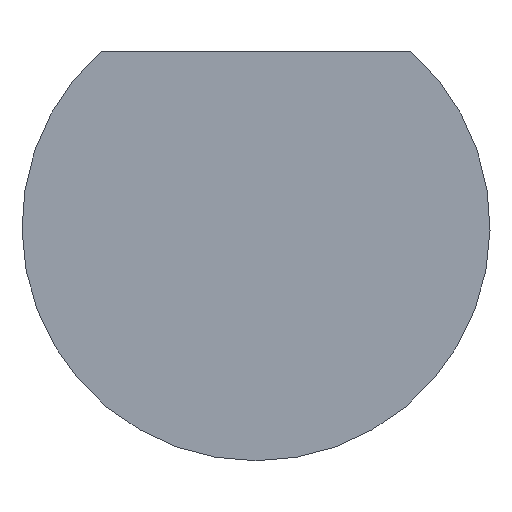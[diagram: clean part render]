
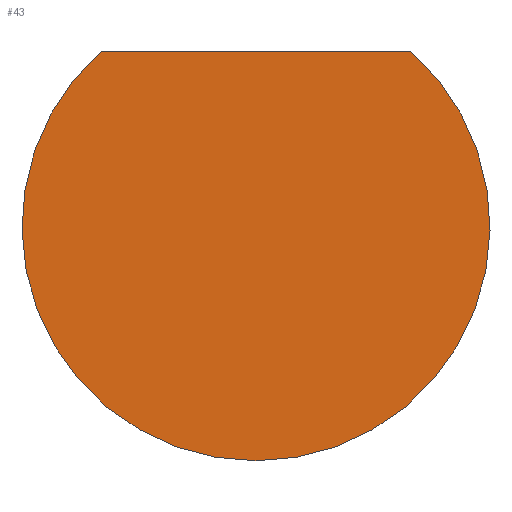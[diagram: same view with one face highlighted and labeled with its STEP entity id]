
A CAD part, front view. The second image highlights one B-rep face of the part: STEP entity #43.
In plain terms, the highlighted planar face has unit normal (0, -1, 0).
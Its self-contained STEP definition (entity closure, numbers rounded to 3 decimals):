
#41 = EDGE_LOOP ( 'NONE', ( #46, #47, #45 ) ) ;
#42 = EDGE_CURVE ( 'NONE', #53, #102, #121, .T. ) ;
#43 = ADVANCED_FACE ( 'NONE', ( #130 ), #123, .F. ) ;
#45 = ORIENTED_EDGE ( 'NONE', *, *, #42, .F. ) ;
#46 = ORIENTED_EDGE ( 'NONE', *, *, #52, .F. ) ;
#47 = ORIENTED_EDGE ( 'NONE', *, *, #93, .F. ) ;
#52 = EDGE_CURVE ( 'NONE', #90, #53, #175, .T. ) ;
#53 = VERTEX_POINT ( 'NONE', #176 ) ;
#90 = VERTEX_POINT ( 'NONE', #210 ) ;
#93 = EDGE_CURVE ( 'NONE', #102, #90, #198, .T. ) ;
#102 = VERTEX_POINT ( 'NONE', #237 ) ;
#111 = DIRECTION ( 'NONE',  ( 0., 0., 1. ) ) ;
#112 = DIRECTION ( 'NONE',  ( 0., 1., 0. ) ) ;
#113 = AXIS2_PLACEMENT_3D ( 'NONE', #122, #112, #111 ) ;
#116 = DIRECTION ( 'NONE',  ( 0., 0., 1. ) ) ;
#117 = DIRECTION ( 'NONE',  ( 0., 1., 0. ) ) ;
#118 = CARTESIAN_POINT ( 'NONE',  ( 0., 0., 0. ) ) ;
#119 = AXIS2_PLACEMENT_3D ( 'NONE', #118, #117, #116 ) ;
#121 = CIRCLE ( 'NONE', #119, 2. ) ;
#122 = CARTESIAN_POINT ( 'NONE',  ( 0., 0., 0. ) ) ;
#123 = PLANE ( 'NONE',  #113 ) ;
#130 = FACE_OUTER_BOUND ( 'NONE', #41, .T. ) ;
#166 = DIRECTION ( 'NONE',  ( 1., 0., 0. ) ) ;
#167 = VECTOR ( 'NONE', #166, 1000. ) ;
#174 = CARTESIAN_POINT ( 'NONE',  ( 1.323, 0., 1.5 ) ) ;
#175 = LINE ( 'NONE', #174, #167 ) ;
#176 = CARTESIAN_POINT ( 'NONE',  ( 1.323, 0., 1.5 ) ) ;
#198 = CIRCLE ( 'NONE', #212, 2. ) ;
#201 = CARTESIAN_POINT ( 'NONE',  ( 0., 0., 0. ) ) ;
#210 = CARTESIAN_POINT ( 'NONE',  ( -1.323, 0., 1.5 ) ) ;
#212 = AXIS2_PLACEMENT_3D ( 'NONE', #201, #252, #251 ) ;
#237 = CARTESIAN_POINT ( 'NONE',  ( 0., 0., -2. ) ) ;
#251 = DIRECTION ( 'NONE',  ( 0., 0., 1. ) ) ;
#252 = DIRECTION ( 'NONE',  ( 0., 1., 0. ) ) ;
